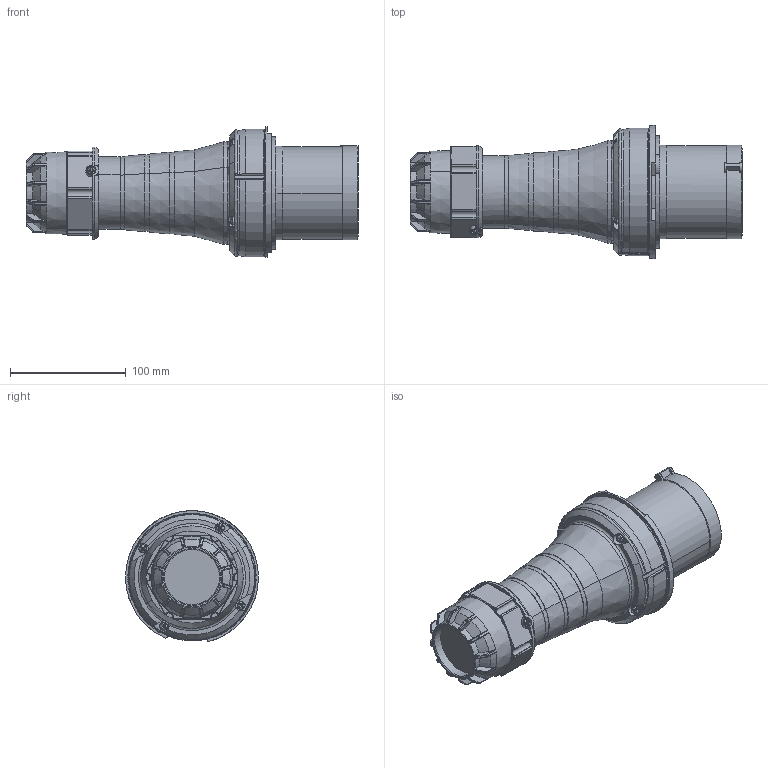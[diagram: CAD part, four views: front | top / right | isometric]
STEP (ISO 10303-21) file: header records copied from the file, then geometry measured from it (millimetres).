
FILE_DESCRIPTION((''),'2;1');
FILE_NAME('RS-0442','2023-04-11T10:07:01',('Administrator'),(''),'CREO PARAMETRIC BY PTC INC, 2021063','CREO PARAMETRIC BY PTC INC, 2021063','');
FILE_SCHEMA(('AUTOMOTIVE_DESIGN { 1 0 10303 214 1 1 1 1 }'));
Products named in the file (1): RS-0442
Bounding box: 287.05 x 115 x 113.14 mm (x, y, z)
Surface area: 240362.5 mm2 (no closed solid volume)
Topology: 0 solids, 18 shells, 1779 faces, 4852 edges, 3096 vertices
Faces by surface type: plane 745, cylinder 550, bspline 200, cone 157, torus 96, sphere 22, extrusion 9
Entity records: 79166 total; most frequent: CARTESIAN_POINT 34218, ORIENTED_EDGE 9658, DIRECTION 8698, EDGE_CURVE 4829, AXIS2_PLACEMENT_3D 3376, VERTEX_POINT 3095, VECTOR 1946, LINE 1937
